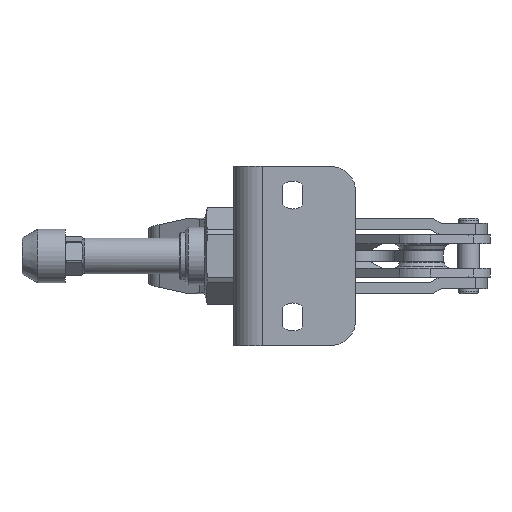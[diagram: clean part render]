
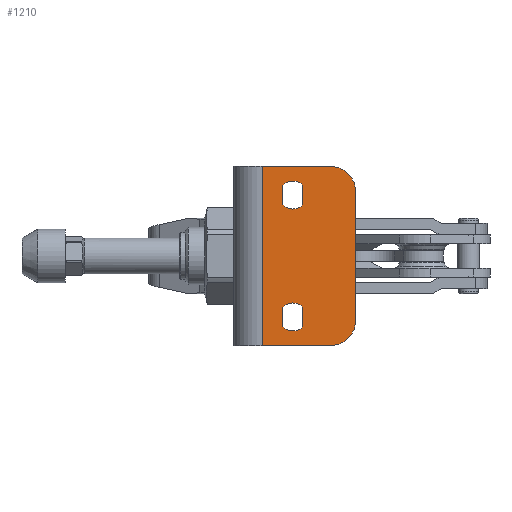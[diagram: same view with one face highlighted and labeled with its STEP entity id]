
A CAD part, front view. The second image highlights one B-rep face of the part: STEP entity #1210.
In plain terms, the highlighted planar face has unit normal (0, -1, 0).
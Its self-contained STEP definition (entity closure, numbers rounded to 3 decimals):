
#1210=ADVANCED_FACE('NONE',(#2472,#2473,#2474),#2475,.F.);
#2472=FACE_OUTER_BOUND('',#4488,.T.);
#2473=FACE_BOUND('',#4489,.T.);
#2474=FACE_BOUND('',#4490,.T.);
#2475=PLANE('',#4491);
#4488=EDGE_LOOP('',(#7861,#7862,#7863,#7864,#7865,#7866));
#4489=EDGE_LOOP('',(#7867,#7868,#7869,#7870,#7871,#7872));
#4490=EDGE_LOOP('',(#7873,#7874,#7875,#7876,#7877,#7878));
#4491=AXIS2_PLACEMENT_3D('',#7879,#7880,#7881);
#7861=ORIENTED_EDGE('',*,*,#9443,.F.);
#7862=ORIENTED_EDGE('',*,*,#9444,.F.);
#7863=ORIENTED_EDGE('',*,*,#9445,.F.);
#7864=ORIENTED_EDGE('',*,*,#9446,.F.);
#7865=ORIENTED_EDGE('',*,*,#9447,.F.);
#7866=ORIENTED_EDGE('',*,*,#9448,.F.);
#7867=ORIENTED_EDGE('',*,*,#9449,.F.);
#7868=ORIENTED_EDGE('',*,*,#9450,.F.);
#7869=ORIENTED_EDGE('',*,*,#9451,.F.);
#7870=ORIENTED_EDGE('',*,*,#9426,.F.);
#7871=ORIENTED_EDGE('',*,*,#9452,.F.);
#7872=ORIENTED_EDGE('',*,*,#9430,.F.);
#7873=ORIENTED_EDGE('',*,*,#9453,.F.);
#7874=ORIENTED_EDGE('',*,*,#9454,.F.);
#7875=ORIENTED_EDGE('',*,*,#9455,.F.);
#7876=ORIENTED_EDGE('',*,*,#9421,.F.);
#7877=ORIENTED_EDGE('',*,*,#9456,.F.);
#7878=ORIENTED_EDGE('',*,*,#9435,.F.);
#7879=CARTESIAN_POINT('',(4.0,-20.0,25.0));
#7880=DIRECTION('',(-0.0,1.0,0.0));
#7881=DIRECTION('',(1.0,0.0,0.0));
#9421=EDGE_CURVE('NONE',#11450,#11446,#11452,.T.);
#9426=EDGE_CURVE('NONE',#11459,#11455,#11461,.T.);
#9430=EDGE_CURVE('NONE',#11466,#11468,#11469,.T.);
#9435=EDGE_CURVE('NONE',#11475,#11477,#11478,.T.);
#9443=EDGE_CURVE('NONE',#11490,#11491,#11492,.T.);
#9444=EDGE_CURVE('NONE',#11493,#11490,#11494,.T.);
#9445=EDGE_CURVE('NONE',#11495,#11493,#11496,.T.);
#9446=EDGE_CURVE('NONE',#11497,#11495,#11498,.T.);
#9447=EDGE_CURVE('NONE',#11499,#11497,#11500,.T.);
#9448=EDGE_CURVE('NONE',#11491,#11499,#11501,.T.);
#9449=EDGE_CURVE('NONE',#11502,#11466,#11503,.T.);
#9450=EDGE_CURVE('NONE',#11504,#11502,#11505,.T.);
#9451=EDGE_CURVE('NONE',#11455,#11504,#11506,.T.);
#9452=EDGE_CURVE('NONE',#11468,#11459,#11507,.T.);
#9453=EDGE_CURVE('NONE',#11508,#11475,#11509,.T.);
#9454=EDGE_CURVE('NONE',#11510,#11508,#11511,.T.);
#9455=EDGE_CURVE('NONE',#11446,#11510,#11512,.T.);
#9456=EDGE_CURVE('NONE',#11477,#11450,#11513,.T.);
#11446=VERTEX_POINT('',#15484);
#11450=VERTEX_POINT('NONE',#15489);
#11452=CIRCLE('',#15492,3.9);
#11455=VERTEX_POINT('',#15495);
#11459=VERTEX_POINT('NONE',#15500);
#11461=CIRCLE('',#15503,3.9);
#11466=VERTEX_POINT('NONE',#15508);
#11468=VERTEX_POINT('NONE',#15511);
#11469=CIRCLE('',#15512,3.9);
#11475=VERTEX_POINT('NONE',#15519);
#11477=VERTEX_POINT('NONE',#15522);
#11478=CIRCLE('',#15523,3.9);
#11490=VERTEX_POINT('NONE',#15538);
#11491=VERTEX_POINT('NONE',#15539);
#11492=LINE('',#15540,#15541);
#11493=VERTEX_POINT('NONE',#15542);
#11494=CIRCLE('',#15543,7.);
#11495=VERTEX_POINT('NONE',#15544);
#11496=LINE('',#15545,#15546);
#11497=VERTEX_POINT('NONE',#15547);
#11498=LINE('',#15548,#15549);
#11499=VERTEX_POINT('NONE',#15550);
#11500=LINE('',#15551,#15552);
#11501=CIRCLE('',#15553,7.);
#11502=VERTEX_POINT('NONE',#15554);
#11503=CIRCLE('',#15555,3.9);
#11504=VERTEX_POINT('NONE',#15556);
#11505=LINE('',#15557,#15558);
#11506=CIRCLE('',#15559,3.9);
#11507=LINE('',#15560,#15561);
#11508=VERTEX_POINT('NONE',#15562);
#11509=CIRCLE('',#15563,3.9);
#11510=VERTEX_POINT('NONE',#15564);
#11511=LINE('',#15565,#15566);
#11512=CIRCLE('',#15567,3.9);
#11513=LINE('',#15568,#15569);
#15484=CARTESIAN_POINT('',(12.5,-20.0,20.9));
#15489=CARTESIAN_POINT('',(15.3,-20.0,19.715));
#15492=AXIS2_PLACEMENT_3D('',#17216,#17217,#17218);
#15495=CARTESIAN_POINT('',(12.5,-20.0,-13.1));
#15500=CARTESIAN_POINT('',(15.3,-20.0,-14.285));
#15503=AXIS2_PLACEMENT_3D('',#17224,#17225,#17226);
#15508=CARTESIAN_POINT('',(12.5,-20.0,-20.9));
#15511=CARTESIAN_POINT('',(15.3,-20.0,-19.715));
#15512=AXIS2_PLACEMENT_3D('',#17231,#17232,#17233);
#15519=CARTESIAN_POINT('',(12.5,-20.0,13.1));
#15522=CARTESIAN_POINT('',(15.3,-20.0,14.285));
#15523=AXIS2_PLACEMENT_3D('',#17239,#17240,#17241);
#15538=CARTESIAN_POINT('',(30.0,-20.0,18.));
#15539=CARTESIAN_POINT('',(30.0,-20.0,-18.));
#15540=CARTESIAN_POINT('',(30.0,-20.0,25.0));
#15541=VECTOR('',#17251,1000.0);
#15542=CARTESIAN_POINT('',(23.,-20.0,25.0));
#15543=AXIS2_PLACEMENT_3D('',#17252,#17253,#17254);
#15544=CARTESIAN_POINT('',(4.,-20.0,25.0));
#15545=CARTESIAN_POINT('',(4.0,-20.0,25.0));
#15546=VECTOR('',#17255,1000.0);
#15547=CARTESIAN_POINT('',(4.,-20.0,-25.0));
#15548=CARTESIAN_POINT('',(4.,-20.0,25.0));
#15549=VECTOR('',#17256,1000.0);
#15550=CARTESIAN_POINT('',(23.,-20.0,-25.0));
#15551=CARTESIAN_POINT('',(4.0,-20.0,-25.0));
#15552=VECTOR('',#17257,1000.0);
#15553=AXIS2_PLACEMENT_3D('',#17258,#17259,#17260);
#15554=CARTESIAN_POINT('',(9.7,-20.0,-19.715));
#15555=AXIS2_PLACEMENT_3D('',#17261,#17262,#17263);
#15556=CARTESIAN_POINT('',(9.7,-20.0,-14.285));
#15557=CARTESIAN_POINT('',(9.7,-20.0,25.0));
#15558=VECTOR('',#17264,1000.0);
#15559=AXIS2_PLACEMENT_3D('',#17265,#17266,#17267);
#15560=CARTESIAN_POINT('',(15.3,-20.0,25.0));
#15561=VECTOR('',#17268,1000.0);
#15562=CARTESIAN_POINT('',(9.7,-20.0,14.285));
#15563=AXIS2_PLACEMENT_3D('',#17269,#17270,#17271);
#15564=CARTESIAN_POINT('',(9.7,-20.0,19.715));
#15565=CARTESIAN_POINT('',(9.7,-20.0,25.0));
#15566=VECTOR('',#17272,1000.0);
#15567=AXIS2_PLACEMENT_3D('',#17273,#17274,#17275);
#15568=CARTESIAN_POINT('',(15.3,-20.0,25.0));
#15569=VECTOR('',#17276,1000.0);
#17216=CARTESIAN_POINT('',(12.5,-20.0,17.));
#17217=DIRECTION('',(0.0,-1.0,0.0));
#17218=DIRECTION('',(0.0,0.0,-1.0));
#17224=CARTESIAN_POINT('',(12.5,-20.0,-17.));
#17225=DIRECTION('',(0.0,-1.0,0.0));
#17226=DIRECTION('',(0.0,0.0,-1.0));
#17231=CARTESIAN_POINT('',(12.5,-20.0,-17.));
#17232=DIRECTION('',(0.0,-1.0,0.0));
#17233=DIRECTION('',(0.0,0.0,-1.0));
#17239=CARTESIAN_POINT('',(12.5,-20.0,17.));
#17240=DIRECTION('',(0.0,-1.0,0.0));
#17241=DIRECTION('',(0.0,0.0,-1.0));
#17251=DIRECTION('',(-0.0,0.0,-1.0));
#17252=CARTESIAN_POINT('',(23.,-20.0,18.));
#17253=DIRECTION('',(0.0,1.0,0.0));
#17254=DIRECTION('',(0.,0.0,-1.0));
#17255=DIRECTION('',(1.0,0.0,0.0));
#17256=DIRECTION('',(0.0,-0.0,1.0));
#17257=DIRECTION('',(-1.0,-0.0,-0.0));
#17258=CARTESIAN_POINT('',(23.,-20.0,-18.));
#17259=DIRECTION('',(0.0,1.0,0.0));
#17260=DIRECTION('',(0.,0.0,-1.0));
#17261=CARTESIAN_POINT('',(12.5,-20.0,-17.));
#17262=DIRECTION('',(0.0,-1.0,0.0));
#17263=DIRECTION('',(0.0,0.0,-1.0));
#17264=DIRECTION('',(-0.0,0.0,-1.0));
#17265=CARTESIAN_POINT('',(12.5,-20.0,-17.));
#17266=DIRECTION('',(0.0,-1.0,0.0));
#17267=DIRECTION('',(0.0,0.0,-1.0));
#17268=DIRECTION('',(0.0,-0.0,1.0));
#17269=CARTESIAN_POINT('',(12.5,-20.0,17.));
#17270=DIRECTION('',(0.0,-1.0,0.0));
#17271=DIRECTION('',(0.0,0.0,-1.0));
#17272=DIRECTION('',(-0.0,0.0,-1.0));
#17273=CARTESIAN_POINT('',(12.5,-20.0,17.));
#17274=DIRECTION('',(0.0,-1.0,0.0));
#17275=DIRECTION('',(0.0,0.0,-1.0));
#17276=DIRECTION('',(0.0,-0.0,1.0));
